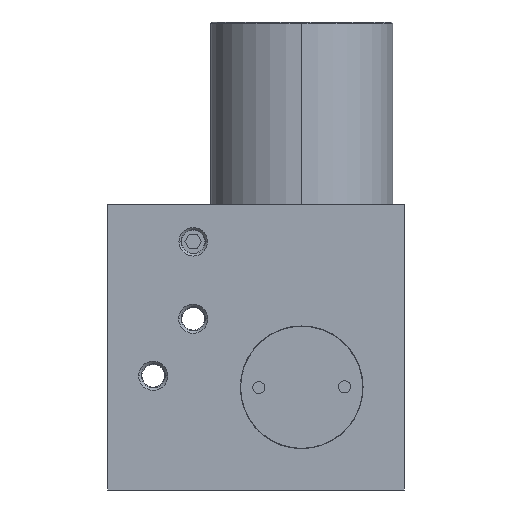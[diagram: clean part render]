
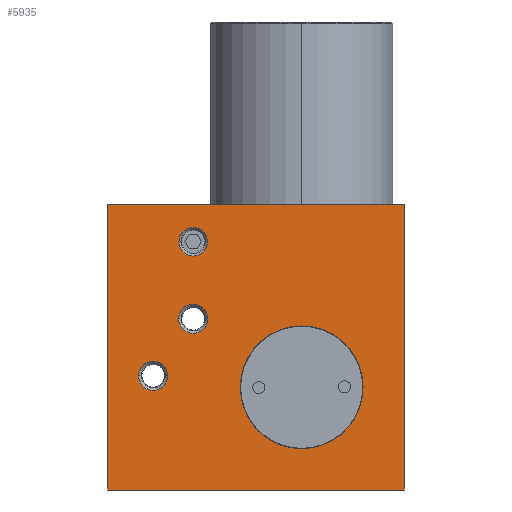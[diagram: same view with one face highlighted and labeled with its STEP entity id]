
A CAD part, left-side view. The second image highlights one B-rep face of the part: STEP entity #5935.
In plain terms, the highlighted planar face has unit normal (-1, 0, 0).
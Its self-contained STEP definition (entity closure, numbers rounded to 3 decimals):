
#81=DIRECTION('',(0.,1.,0.));
#82=VECTOR('',#81,52.);
#83=CARTESIAN_POINT('',(-60.,-52.,-25.));
#84=LINE('',#83,#82);
#85=CARTESIAN_POINT('',(-60.,-34.,-7.));
#86=DIRECTION('',(1.,0.,0.));
#87=DIRECTION('',(0.,1.,0.));
#88=AXIS2_PLACEMENT_3D('',#85,#86,#87);
#90=CARTESIAN_POINT('',(-60.,-34.,-7.));
#91=DIRECTION('',(1.,0.,0.));
#92=DIRECTION('',(0.,-1.,0.));
#93=AXIS2_PLACEMENT_3D('',#90,#91,#92);
#95=CARTESIAN_POINT('',(-60.,-8.,-5.));
#96=DIRECTION('',(1.,0.,0.));
#97=DIRECTION('',(0.,-1.,0.));
#98=AXIS2_PLACEMENT_3D('',#95,#96,#97);
#100=CARTESIAN_POINT('',(-60.,-8.,-5.));
#101=DIRECTION('',(1.,0.,0.));
#102=DIRECTION('',(0.,1.,0.));
#103=AXIS2_PLACEMENT_3D('',#100,#101,#102);
#105=CARTESIAN_POINT('',(-60.,-15.,5.));
#106=DIRECTION('',(1.,0.,0.));
#107=DIRECTION('',(0.,-1.,0.));
#108=AXIS2_PLACEMENT_3D('',#105,#106,#107);
#110=CARTESIAN_POINT('',(-60.,-15.,5.));
#111=DIRECTION('',(1.,0.,0.));
#112=DIRECTION('',(0.,1.,0.));
#113=AXIS2_PLACEMENT_3D('',#110,#111,#112);
#115=CARTESIAN_POINT('',(-60.,-15.,18.5));
#116=DIRECTION('',(1.,0.,0.));
#117=DIRECTION('',(0.,-1.,0.));
#118=AXIS2_PLACEMENT_3D('',#115,#116,#117);
#120=CARTESIAN_POINT('',(-60.,-15.,18.5));
#121=DIRECTION('',(1.,0.,0.));
#122=DIRECTION('',(0.,1.,0.));
#123=AXIS2_PLACEMENT_3D('',#120,#121,#122);
#125=DIRECTION('',(0.,0.,-1.));
#126=VECTOR('',#125,50.);
#127=CARTESIAN_POINT('',(-60.,0.,25.));
#128=LINE('',#127,#126);
#229=DIRECTION('',(0.,0.,-1.));
#230=VECTOR('',#229,50.);
#231=CARTESIAN_POINT('',(-60.,-52.,25.));
#232=LINE('',#231,#230);
#245=DIRECTION('',(0.,1.,0.));
#246=VECTOR('',#245,52.);
#247=CARTESIAN_POINT('',(-60.,-52.,25.));
#248=LINE('',#247,#246);
#4987=CARTESIAN_POINT('',(-60.,0.,25.));
#4988=CARTESIAN_POINT('',(-60.,0.,-25.));
#4989=VERTEX_POINT('',#4987);
#4990=VERTEX_POINT('',#4988);
#4995=CARTESIAN_POINT('',(-60.,-52.,25.));
#4996=CARTESIAN_POINT('',(-60.,-52.,-25.));
#4997=VERTEX_POINT('',#4995);
#4998=VERTEX_POINT('',#4996);
#5163=CARTESIAN_POINT('',(-60.,-23.25,-7.));
#5164=CARTESIAN_POINT('',(-60.,-44.75,-7.));
#5165=VERTEX_POINT('',#5163);
#5166=VERTEX_POINT('',#5164);
#5421=CARTESIAN_POINT('',(-60.,-10.55,-5.));
#5422=VERTEX_POINT('',#5421);
#5425=CARTESIAN_POINT('',(-60.,-5.45,-5.));
#5426=VERTEX_POINT('',#5425);
#5437=CARTESIAN_POINT('',(-60.,-17.55,5.));
#5438=VERTEX_POINT('',#5437);
#5441=CARTESIAN_POINT('',(-60.,-12.45,5.));
#5442=VERTEX_POINT('',#5441);
#5507=CARTESIAN_POINT('',(-60.,-17.5,18.5));
#5508=VERTEX_POINT('',#5507);
#5511=CARTESIAN_POINT('',(-60.,-12.5,18.5));
#5512=VERTEX_POINT('',#5511);
#5898=CARTESIAN_POINT('',(-60.,0.,-25.));
#5899=DIRECTION('',(-1.,0.,0.));
#5900=DIRECTION('',(0.,0.,1.));
#5901=AXIS2_PLACEMENT_3D('',#5898,#5899,#5900);
#5902=PLANE('',#5901);
#5904=ORIENTED_EDGE('',*,*,#5903,.F.);
#5906=ORIENTED_EDGE('',*,*,#5905,.F.);
#5908=ORIENTED_EDGE('',*,*,#5907,.T.);
#5910=ORIENTED_EDGE('',*,*,#5909,.T.);
#5911=EDGE_LOOP('',(#5904,#5906,#5908,#5910));
#5912=FACE_OUTER_BOUND('',#5911,.F.);
#5913=ORIENTED_EDGE('',*,*,#5862,.F.);
#5914=ORIENTED_EDGE('',*,*,#5892,.F.);
#5915=EDGE_LOOP('',(#5913,#5914));
#5916=FACE_BOUND('',#5915,.F.);
#5918=ORIENTED_EDGE('',*,*,#5917,.F.);
#5920=ORIENTED_EDGE('',*,*,#5919,.F.);
#5921=EDGE_LOOP('',(#5918,#5920));
#5922=FACE_BOUND('',#5921,.F.);
#5924=ORIENTED_EDGE('',*,*,#5923,.F.);
#5926=ORIENTED_EDGE('',*,*,#5925,.F.);
#5927=EDGE_LOOP('',(#5924,#5926));
#5928=FACE_BOUND('',#5927,.F.);
#5930=ORIENTED_EDGE('',*,*,#5929,.F.);
#5932=ORIENTED_EDGE('',*,*,#5931,.F.);
#5933=EDGE_LOOP('',(#5930,#5932));
#5934=FACE_BOUND('',#5933,.F.);
#89=CIRCLE('',#88,10.75);
#94=CIRCLE('',#93,10.75);
#99=CIRCLE('',#98,2.55);
#104=CIRCLE('',#103,2.55);
#109=CIRCLE('',#108,2.55);
#114=CIRCLE('',#113,2.55);
#119=CIRCLE('',#118,2.5);
#124=CIRCLE('',#123,2.5);
#5862=EDGE_CURVE('',#5165,#5166,#89,.T.);
#5892=EDGE_CURVE('',#5166,#5165,#94,.T.);
#5903=EDGE_CURVE('',#4989,#4990,#128,.T.);
#5905=EDGE_CURVE('',#4997,#4989,#248,.T.);
#5907=EDGE_CURVE('',#4997,#4998,#232,.T.);
#5909=EDGE_CURVE('',#4998,#4990,#84,.T.);
#5917=EDGE_CURVE('',#5422,#5426,#99,.T.);
#5919=EDGE_CURVE('',#5426,#5422,#104,.T.);
#5923=EDGE_CURVE('',#5438,#5442,#109,.T.);
#5925=EDGE_CURVE('',#5442,#5438,#114,.T.);
#5929=EDGE_CURVE('',#5508,#5512,#119,.T.);
#5931=EDGE_CURVE('',#5512,#5508,#124,.T.);
#5935=ADVANCED_FACE('',(#5912,#5916,#5922,#5928,#5934),#5902,.T.);
